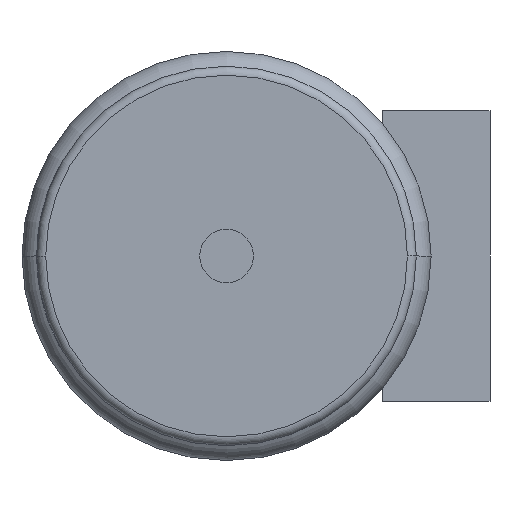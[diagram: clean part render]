
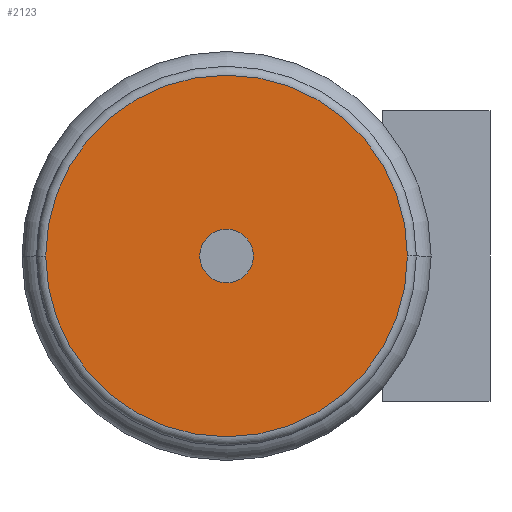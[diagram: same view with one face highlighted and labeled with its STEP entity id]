
A CAD part, front view. The second image highlights one B-rep face of the part: STEP entity #2123.
In plain terms, the highlighted planar face has unit normal (0, -1, 0).
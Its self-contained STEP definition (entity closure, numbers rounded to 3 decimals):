
#846=CARTESIAN_POINT('',(0.,0.,0.));
#847=DIRECTION('',(0.,1.,0.));
#848=DIRECTION('',(1.,0.,0.));
#849=AXIS2_PLACEMENT_3D('',#846,#847,#848);
#854=CARTESIAN_POINT('',(0.,0.,0.));
#855=DIRECTION('',(0.,1.,0.));
#856=DIRECTION('',(-1.,0.,0.));
#857=AXIS2_PLACEMENT_3D('',#854,#855,#856);
#1467=CARTESIAN_POINT('',(40.5,0.,0.));
#1469=VERTEX_POINT('',#1467);
#1471=CARTESIAN_POINT('',(-40.5,0.,0.));
#1473=VERTEX_POINT('',#1471);
#2113=CARTESIAN_POINT('',(0.,0.,0.));
#2114=DIRECTION('',(0.,1.,0.));
#2115=DIRECTION('',(1.,0.,0.));
#2116=AXIS2_PLACEMENT_3D('',#2113,#2114,#2115);
#2117=PLANE('',#2116);
#2118=ORIENTED_EDGE('',*,*,#2096,.T.);
#2120=ORIENTED_EDGE('',*,*,#2119,.T.);
#2121=EDGE_LOOP('',(#2118,#2120));
#2122=FACE_OUTER_BOUND('',#2121,.F.);
#850=CIRCLE('',#849,40.5);
#858=CIRCLE('',#857,40.5);
#2096=EDGE_CURVE('',#1469,#1473,#850,.T.);
#2119=EDGE_CURVE('',#1473,#1469,#858,.T.);
#2123=ADVANCED_FACE('',(#2122),#2117,.F.);
